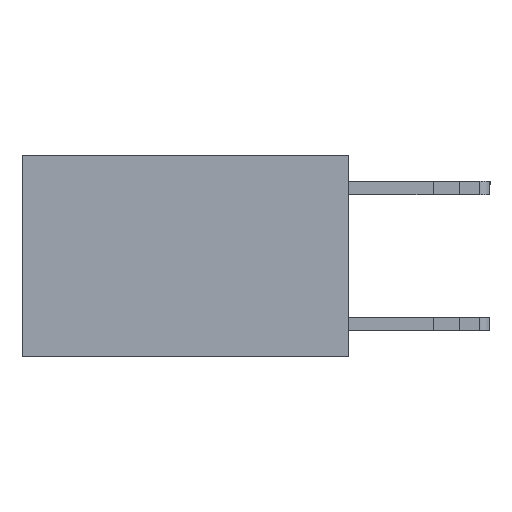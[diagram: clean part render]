
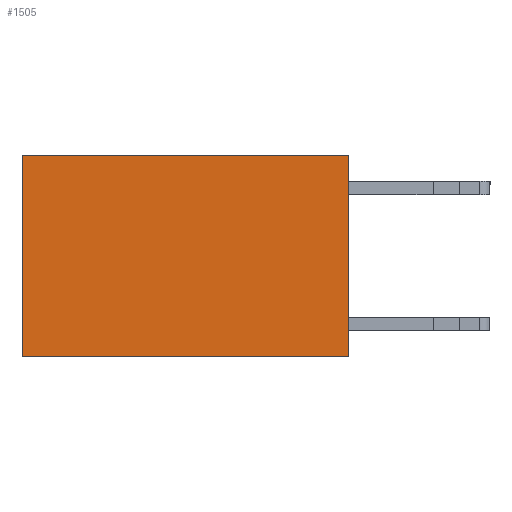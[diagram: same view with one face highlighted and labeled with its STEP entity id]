
A CAD part, left-side view. The second image highlights one B-rep face of the part: STEP entity #1505.
In plain terms, the highlighted planar face has unit normal (-1, 0, 0).
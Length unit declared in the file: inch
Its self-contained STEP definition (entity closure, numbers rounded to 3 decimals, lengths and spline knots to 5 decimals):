
#157 = CARTESIAN_POINT ( 'NONE',  ( 0.2625, 0., 0. ) ) ;
#188 = EDGE_CURVE ( 'NONE', #9767, #5333, #1880, .T. ) ;
#414 = CARTESIAN_POINT ( 'NONE',  ( 0.2625, 0.6, 0. ) ) ;
#547 = CARTESIAN_POINT ( 'NONE',  ( 0.2625, 0.6, -0.37 ) ) ;
#866 = CARTESIAN_POINT ( 'NONE',  ( 0.2625, 0., 0. ) ) ;
#908 = DIRECTION ( 'NONE',  ( 0., 0., -1. ) ) ;
#1405 = EDGE_CURVE ( 'NONE', #5333, #1979, #8023, .T. ) ;
#1505 = ADVANCED_FACE ( 'NONE', ( #8813 ), #1757, .F. ) ;
#1757 = PLANE ( 'NONE',  #4277 ) ;
#1807 = CARTESIAN_POINT ( 'NONE',  ( 0.2625, 0., 0. ) ) ;
#1880 = LINE ( 'NONE', #1807, #10415 ) ;
#1979 = VERTEX_POINT ( 'NONE', #547 ) ;
#2728 = LINE ( 'NONE', #5849, #6521 ) ;
#3123 = LINE ( 'NONE', #14378, #8200 ) ;
#4277 = AXIS2_PLACEMENT_3D ( 'NONE', #866, #12065, #12214 ) ;
#4433 = ORIENTED_EDGE ( 'NONE', *, *, #188, .F. ) ;
#4644 = DIRECTION ( 'NONE',  ( 0., 1., 0. ) ) ;
#5333 = VERTEX_POINT ( 'NONE', #5954 ) ;
#5849 = CARTESIAN_POINT ( 'NONE',  ( 0.2625, 0.6, 0. ) ) ;
#5903 = EDGE_CURVE ( 'NONE', #11770, #1979, #2728, .T. ) ;
#5954 = CARTESIAN_POINT ( 'NONE',  ( 0.2625, 0., -0.37 ) ) ;
#6521 = VECTOR ( 'NONE', #13771, 39.37008 ) ;
#7596 = VECTOR ( 'NONE', #11501, 39.37008 ) ;
#7870 = ORIENTED_EDGE ( 'NONE', *, *, #1405, .F. ) ;
#8023 = LINE ( 'NONE', #9279, #7596 ) ;
#8200 = VECTOR ( 'NONE', #4644, 39.37008 ) ;
#8813 = FACE_OUTER_BOUND ( 'NONE', #10136, .T. ) ;
#9130 = EDGE_CURVE ( 'NONE', #9767, #11770, #3123, .T. ) ;
#9279 = CARTESIAN_POINT ( 'NONE',  ( 0.2625, 0., -0.37 ) ) ;
#9767 = VERTEX_POINT ( 'NONE', #157 ) ;
#10136 = EDGE_LOOP ( 'NONE', ( #11556, #7870, #4433, #11290 ) ) ;
#10415 = VECTOR ( 'NONE', #908, 39.37008 ) ;
#11290 = ORIENTED_EDGE ( 'NONE', *, *, #9130, .T. ) ;
#11501 = DIRECTION ( 'NONE',  ( 0., 1., 0. ) ) ;
#11556 = ORIENTED_EDGE ( 'NONE', *, *, #5903, .T. ) ;
#11770 = VERTEX_POINT ( 'NONE', #414 ) ;
#12065 = DIRECTION ( 'NONE',  ( 1., 0., 0. ) ) ;
#12214 = DIRECTION ( 'NONE',  ( 0., 0., -1. ) ) ;
#13771 = DIRECTION ( 'NONE',  ( 0., 0., -1. ) ) ;
#14378 = CARTESIAN_POINT ( 'NONE',  ( 0.2625, 0., 0. ) ) ;
